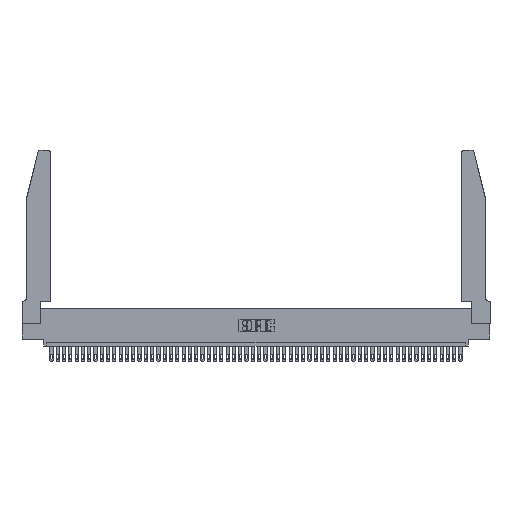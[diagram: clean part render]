
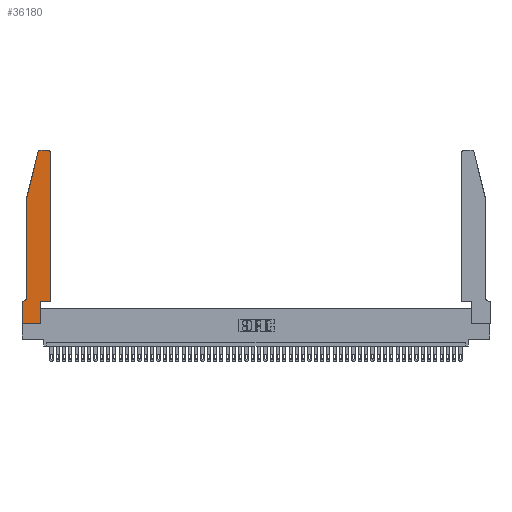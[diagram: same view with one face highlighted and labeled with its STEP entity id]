
A CAD part, top view. The second image highlights one B-rep face of the part: STEP entity #36180.
In plain terms, the highlighted planar face has unit normal (0, 0, 1).
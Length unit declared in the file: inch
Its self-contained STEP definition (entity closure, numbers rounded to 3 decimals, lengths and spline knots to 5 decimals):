
#83 = EDGE_CURVE ( 'NONE', #44402, #48161, #20060, .T. ) ;
#342 = CARTESIAN_POINT ( 'NONE',  ( 0.2865, 0.35, 0.37 ) ) ;
#453 = CIRCLE ( 'NONE', #32041, 0.03 ) ;
#648 = CARTESIAN_POINT ( 'NONE',  ( 0.0755, 0.35, 0.37 ) ) ;
#1147 = CARTESIAN_POINT ( 'NONE',  ( 0.0755, 2., 0.37 ) ) ;
#1424 = CARTESIAN_POINT ( 'NONE',  ( 0.4505, 2.72, 0.37 ) ) ;
#4334 = EDGE_CURVE ( 'NONE', #44300, #44289, #35368, .T. ) ;
#4473 = LINE ( 'NONE', #6328, #22419 ) ;
#5944 = VERTEX_POINT ( 'NONE', #1424 ) ;
#6065 = VECTOR ( 'NONE', #12350, 39.37008 ) ;
#6102 = ORIENTED_EDGE ( 'NONE', *, *, #21458, .T. ) ;
#6177 = AXIS2_PLACEMENT_3D ( 'NONE', #11082, #42243, #26967 ) ;
#6328 = CARTESIAN_POINT ( 'NONE',  ( 0., 0., 0.37 ) ) ;
#7271 = ORIENTED_EDGE ( 'NONE', *, *, #37037, .T. ) ;
#9148 = DIRECTION ( 'NONE',  ( 1., 0., 0. ) ) ;
#9159 = LINE ( 'NONE', #32799, #41340 ) ;
#9162 = LINE ( 'NONE', #342, #6065 ) ;
#10978 = ORIENTED_EDGE ( 'NONE', *, *, #21875, .T. ) ;
#11018 = DIRECTION ( 'NONE',  ( -0.239, -0.971, 0. ) ) ;
#11082 = CARTESIAN_POINT ( 'NONE',  ( 0., 0.35, 0.37 ) ) ;
#12155 = CARTESIAN_POINT ( 'NONE',  ( 0.4505, 0.35, 0.37 ) ) ;
#12304 = EDGE_CURVE ( 'NONE', #45491, #44300, #453, .T. ) ;
#12350 = DIRECTION ( 'NONE',  ( 0., 1., 0. ) ) ;
#12515 = CARTESIAN_POINT ( 'NONE',  ( 0.284, 2.75, 0.37 ) ) ;
#12545 = CARTESIAN_POINT ( 'NONE',  ( 0.2865, 0.35, 0.37 ) ) ;
#12693 = DIRECTION ( 'NONE',  ( 0., 0., 1. ) ) ;
#13165 = DIRECTION ( 'NONE',  ( 0., -1., 0. ) ) ;
#14073 = ORIENTED_EDGE ( 'NONE', *, *, #39152, .T. ) ;
#15596 = CIRCLE ( 'NONE', #43419, 0.03 ) ;
#15720 = EDGE_CURVE ( 'NONE', #25476, #45491, #36111, .T. ) ;
#16023 = EDGE_CURVE ( 'NONE', #5944, #25476, #15596, .T. ) ;
#16846 = CIRCLE ( 'NONE', #35234, 0.07 ) ;
#17149 = LINE ( 'NONE', #49257, #47532 ) ;
#17485 = VECTOR ( 'NONE', #44659, 39.37008 ) ;
#17697 = DIRECTION ( 'NONE',  ( 1., 0., 0. ) ) ;
#18300 = VECTOR ( 'NONE', #28277, 39.37008 ) ;
#18557 = CARTESIAN_POINT ( 'NONE',  ( 0.2865, 0., 0.37 ) ) ;
#18628 = EDGE_CURVE ( 'NONE', #43791, #34410, #16846, .T. ) ;
#19862 = ORIENTED_EDGE ( 'NONE', *, *, #16023, .T. ) ;
#20060 = LINE ( 'NONE', #45922, #37431 ) ;
#20392 = CARTESIAN_POINT ( 'NONE',  ( 0., 0., 0.37 ) ) ;
#21458 = EDGE_CURVE ( 'NONE', #48161, #23779, #9162, .T. ) ;
#21875 = EDGE_CURVE ( 'NONE', #23779, #50492, #17149, .T. ) ;
#22419 = VECTOR ( 'NONE', #45970, 39.37008 ) ;
#22544 = EDGE_CURVE ( 'NONE', #34410, #44061, #48687, .T. ) ;
#23602 = EDGE_LOOP ( 'NONE', ( #39806, #37674, #28568, #38304, #43692, #44886, #7271, #42061, #6102, #10978, #14073, #19862 ) ) ;
#23779 = VERTEX_POINT ( 'NONE', #12545 ) ;
#23902 = CARTESIAN_POINT ( 'NONE',  ( 0.4205, 2.75, 0.37 ) ) ;
#24501 = DIRECTION ( 'NONE',  ( 1., 0., 0. ) ) ;
#25476 = VERTEX_POINT ( 'NONE', #23902 ) ;
#25894 = EDGE_CURVE ( 'NONE', #44289, #43791, #36741, .T. ) ;
#26967 = DIRECTION ( 'NONE',  ( 1., 0., 0. ) ) ;
#27532 = CARTESIAN_POINT ( 'NONE',  ( 0.25487, 2.72718, 0.37 ) ) ;
#28277 = DIRECTION ( 'NONE',  ( -1., 0., 0. ) ) ;
#28315 = DIRECTION ( 'NONE',  ( 0., 0., 1. ) ) ;
#28453 = DIRECTION ( 'NONE',  ( 1., 0., 0. ) ) ;
#28568 = ORIENTED_EDGE ( 'NONE', *, *, #4334, .T. ) ;
#30873 = FACE_OUTER_BOUND ( 'NONE', #23602, .T. ) ;
#32041 = AXIS2_PLACEMENT_3D ( 'NONE', #47235, #28315, #24501 ) ;
#32799 = CARTESIAN_POINT ( 'NONE',  ( 0.4505, 0.35, 0.37 ) ) ;
#32960 = DIRECTION ( 'NONE',  ( 0., 1., 0. ) ) ;
#34212 = CARTESIAN_POINT ( 'NONE',  ( 0.0755, 2., 0.37 ) ) ;
#34410 = VERTEX_POINT ( 'NONE', #45918 ) ;
#34783 = DIRECTION ( 'NONE',  ( -1., 0., 0. ) ) ;
#35234 = AXIS2_PLACEMENT_3D ( 'NONE', #50392, #50906, #34783 ) ;
#35368 = LINE ( 'NONE', #34212, #46513 ) ;
#35501 = CARTESIAN_POINT ( 'NONE',  ( 0.0755, 2., 0.37 ) ) ;
#36111 = LINE ( 'NONE', #37045, #17485 ) ;
#36180 = ADVANCED_FACE ( 'NONE', ( #30873 ), #50387, .T. ) ;
#36741 = LINE ( 'NONE', #1147, #42311 ) ;
#37037 = EDGE_CURVE ( 'NONE', #44061, #44402, #4473, .T. ) ;
#37045 = CARTESIAN_POINT ( 'NONE',  ( 0.2605, 2.75, 0.37 ) ) ;
#37431 = VECTOR ( 'NONE', #9148, 39.37008 ) ;
#37674 = ORIENTED_EDGE ( 'NONE', *, *, #12304, .T. ) ;
#38304 = ORIENTED_EDGE ( 'NONE', *, *, #25894, .T. ) ;
#39152 = EDGE_CURVE ( 'NONE', #50492, #5944, #9159, .T. ) ;
#39806 = ORIENTED_EDGE ( 'NONE', *, *, #15720, .T. ) ;
#41126 = CARTESIAN_POINT ( 'NONE',  ( 0., 0.35, 0.37 ) ) ;
#41340 = VECTOR ( 'NONE', #32960, 39.37008 ) ;
#42061 = ORIENTED_EDGE ( 'NONE', *, *, #83, .T. ) ;
#42243 = DIRECTION ( 'NONE',  ( 0., 0., 1. ) ) ;
#42311 = VECTOR ( 'NONE', #13165, 39.37008 ) ;
#43419 = AXIS2_PLACEMENT_3D ( 'NONE', #48544, #12693, #28453 ) ;
#43692 = ORIENTED_EDGE ( 'NONE', *, *, #18628, .T. ) ;
#43791 = VERTEX_POINT ( 'NONE', #47385 ) ;
#44061 = VERTEX_POINT ( 'NONE', #41126 ) ;
#44289 = VERTEX_POINT ( 'NONE', #35501 ) ;
#44300 = VERTEX_POINT ( 'NONE', #27532 ) ;
#44402 = VERTEX_POINT ( 'NONE', #20392 ) ;
#44659 = DIRECTION ( 'NONE',  ( -1., 0., 0. ) ) ;
#44886 = ORIENTED_EDGE ( 'NONE', *, *, #22544, .T. ) ;
#45491 = VERTEX_POINT ( 'NONE', #12515 ) ;
#45918 = CARTESIAN_POINT ( 'NONE',  ( 0.0055, 0.35, 0.37 ) ) ;
#45922 = CARTESIAN_POINT ( 'NONE',  ( 0., 0., 0.37 ) ) ;
#45970 = DIRECTION ( 'NONE',  ( 0., -1., 0. ) ) ;
#46513 = VECTOR ( 'NONE', #11018, 39.37008 ) ;
#47235 = CARTESIAN_POINT ( 'NONE',  ( 0.284, 2.72, 0.37 ) ) ;
#47385 = CARTESIAN_POINT ( 'NONE',  ( 0.0755, 0.42, 0.37 ) ) ;
#47532 = VECTOR ( 'NONE', #17697, 39.37008 ) ;
#48161 = VERTEX_POINT ( 'NONE', #18557 ) ;
#48544 = CARTESIAN_POINT ( 'NONE',  ( 0.4205, 2.72, 0.37 ) ) ;
#48687 = LINE ( 'NONE', #648, #18300 ) ;
#49257 = CARTESIAN_POINT ( 'NONE',  ( 0.4505, 0.35, 0.37 ) ) ;
#50387 = PLANE ( 'NONE',  #6177 ) ;
#50392 = CARTESIAN_POINT ( 'NONE',  ( 0.0055, 0.42, 0.37 ) ) ;
#50492 = VERTEX_POINT ( 'NONE', #12155 ) ;
#50906 = DIRECTION ( 'NONE',  ( 0., 0., -1. ) ) ;
